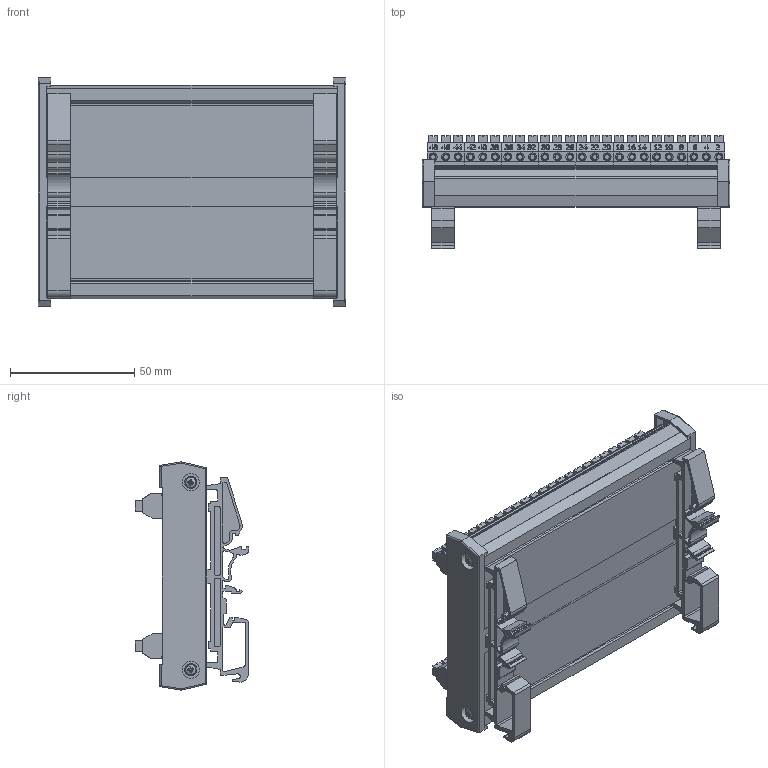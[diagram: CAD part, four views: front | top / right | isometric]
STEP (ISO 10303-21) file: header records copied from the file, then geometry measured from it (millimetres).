
FILE_DESCRIPTION((''),'2;1');
FILE_NAME('8840.2_S.stp','2014-01-15T09:27:00',('roland'),(''),'Autodesk Inventor 2013','Autodesk Inventor 2013','');
FILE_SCHEMA(('CONFIG_CONTROL_DESIGN'));
Length unit declared in the file: millimetre
Products named in the file (9): 8840; 24 plate; 24diodes; BASE SIDE; BASE LEGS; BS EN ISO 7045 Z - Metric M2.5 x 10 - 4.8 - Z; 3 Green spring; 24 lable1; 24 lable2
Assembly tree (28 placements, depth 2):
  8840
    24 plate
    24diodes
    BASE SIDE  x2
    BASE LEGS  x2
    BS EN ISO 7045 Z - Metric M2.5 x 10 - 4.8 - Z  x4
    3 Green spring  x16
    24 lable1
    24 lable2
Bounding box: 124 x 45.69 x 91.98 mm (x, y, z)
Volume: 80517.1 mm3; surface area: 100141.3 mm2
Topology: 28 solids, 28 shells, 3613 faces, 9539 edges, 6326 vertices
Faces by surface type: plane 2072, bspline 844, cylinder 561, torus 68, cone 64, sphere 4
Full cylindrical faces by diameter (mm): 1 x144, 1.3 x48, 2 x96, 2.256 x4, 2.5 x4, 3.2 x52, 7 x4, 9 x4
Entity records: 80031 total; most frequent: CARTESIAN_POINT 24393, ORIENTED_EDGE 12660, DIRECTION 8397, EDGE_CURVE 6330, VERTEX_POINT 4357, VECTOR 3891, LINE 3891, EDGE_LOOP 3113
